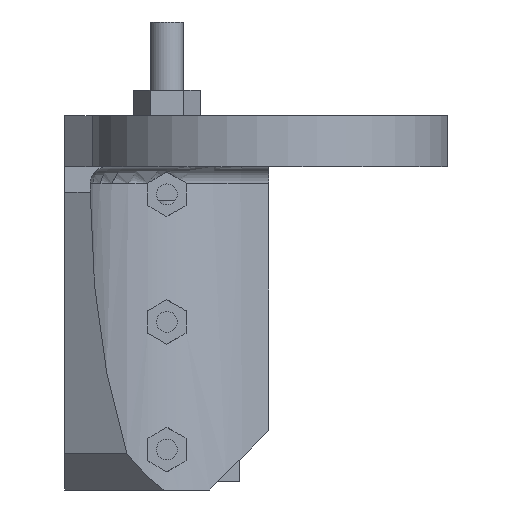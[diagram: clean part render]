
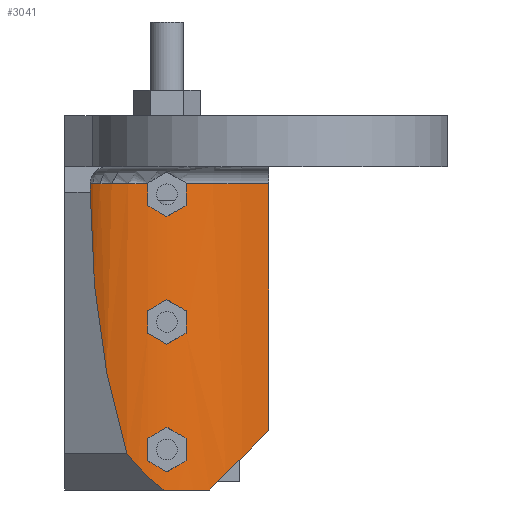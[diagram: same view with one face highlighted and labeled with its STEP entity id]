
A CAD part, left-side view. The second image highlights one B-rep face of the part: STEP entity #3041.
In plain terms, the highlighted cylindrical face has radius 21 mm (diameter 42 mm), a partial arc.
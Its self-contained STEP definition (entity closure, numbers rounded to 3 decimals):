
#35=ELLIPSE('',#3319,54.876,21.);
#36=ELLIPSE('',#3320,29.698,21.);
#37=ELLIPSE('',#3322,29.698,21.);
#38=ELLIPSE('',#3323,24.249,21.);
#39=ELLIPSE('',#3324,24.249,21.);
#40=ELLIPSE('',#3325,24.249,21.);
#41=ELLIPSE('',#3326,24.249,21.);
#42=ELLIPSE('',#3327,24.249,21.);
#43=ELLIPSE('',#3328,24.249,21.);
#44=ELLIPSE('',#3329,24.249,21.);
#45=ELLIPSE('',#3330,24.249,21.);
#46=ELLIPSE('',#3331,24.249,21.);
#47=ELLIPSE('',#3332,24.249,21.);
#126=CYLINDRICAL_SURFACE('',#3318,21.);
#176=FACE_BOUND('',#582,.T.);
#177=FACE_BOUND('',#583,.T.);
#255=CIRCLE('',#3312,21.);
#258=CIRCLE('',#3315,21.);
#260=CIRCLE('',#3321,21.);
#384=FACE_OUTER_BOUND('',#581,.T.);
#581=EDGE_LOOP('',(#2311,#2312,#2313,#2314,#2315,#2316,#2317,#2318,#2319,
#2320,#2321,#2322));
#582=EDGE_LOOP('',(#2323,#2324,#2325,#2326,#2327,#2328));
#583=EDGE_LOOP('',(#2329,#2330,#2331,#2332,#2333,#2334));
#833=LINE('',#5298,#1120);
#843=LINE('',#5352,#1130);
#844=LINE('',#5361,#1131);
#845=LINE('',#5366,#1132);
#846=LINE('',#5371,#1133);
#847=LINE('',#5377,#1134);
#848=LINE('',#5381,#1135);
#849=LINE('',#5387,#1136);
#1120=VECTOR('',#3825,10.);
#1130=VECTOR('',#3855,10.);
#1131=VECTOR('',#3864,10.);
#1132=VECTOR('',#3869,10.);
#1133=VECTOR('',#3872,10.);
#1134=VECTOR('',#3877,10.);
#1135=VECTOR('',#3880,10.);
#1136=VECTOR('',#3885,10.);
#1401=VERTEX_POINT('',#5295);
#1402=VERTEX_POINT('',#5297);
#1409=VERTEX_POINT('',#5326);
#1411=VERTEX_POINT('',#5334);
#1412=VERTEX_POINT('',#5336);
#1416=VERTEX_POINT('',#5351);
#1417=VERTEX_POINT('',#5353);
#1418=VERTEX_POINT('',#5355);
#1419=VERTEX_POINT('',#5357);
#1420=VERTEX_POINT('',#5360);
#1421=VERTEX_POINT('',#5362);
#1422=VERTEX_POINT('',#5364);
#1423=VERTEX_POINT('',#5367);
#1424=VERTEX_POINT('',#5368);
#1425=VERTEX_POINT('',#5370);
#1426=VERTEX_POINT('',#5372);
#1427=VERTEX_POINT('',#5374);
#1428=VERTEX_POINT('',#5376);
#1429=VERTEX_POINT('',#5379);
#1430=VERTEX_POINT('',#5380);
#1431=VERTEX_POINT('',#5382);
#1432=VERTEX_POINT('',#5384);
#1433=VERTEX_POINT('',#5386);
#1434=VERTEX_POINT('',#5388);
#1729=EDGE_CURVE('',#1401,#1402,#833,.T.);
#1739=EDGE_CURVE('',#1409,#1401,#255,.T.);
#1742=EDGE_CURVE('',#1411,#1412,#258,.T.);
#1748=EDGE_CURVE('',#1416,#1411,#843,.T.);
#1749=EDGE_CURVE('',#1417,#1416,#35,.T.);
#1750=EDGE_CURVE('',#1418,#1417,#36,.T.);
#1751=EDGE_CURVE('',#1419,#1418,#260,.T.);
#1752=EDGE_CURVE('',#1402,#1419,#37,.T.);
#1753=EDGE_CURVE('',#1409,#1420,#844,.T.);
#1754=EDGE_CURVE('',#1420,#1421,#38,.T.);
#1755=EDGE_CURVE('',#1421,#1422,#39,.T.);
#1756=EDGE_CURVE('',#1422,#1412,#845,.T.);
#1757=EDGE_CURVE('',#1423,#1424,#40,.T.);
#1758=EDGE_CURVE('',#1424,#1425,#846,.T.);
#1759=EDGE_CURVE('',#1425,#1426,#41,.T.);
#1760=EDGE_CURVE('',#1426,#1427,#42,.T.);
#1761=EDGE_CURVE('',#1427,#1428,#847,.T.);
#1762=EDGE_CURVE('',#1428,#1423,#43,.T.);
#1763=EDGE_CURVE('',#1429,#1430,#848,.T.);
#1764=EDGE_CURVE('',#1430,#1431,#44,.T.);
#1765=EDGE_CURVE('',#1431,#1432,#45,.T.);
#1766=EDGE_CURVE('',#1432,#1433,#849,.T.);
#1767=EDGE_CURVE('',#1433,#1434,#46,.T.);
#1768=EDGE_CURVE('',#1434,#1429,#47,.T.);
#2311=ORIENTED_EDGE('',*,*,#1742,.F.);
#2312=ORIENTED_EDGE('',*,*,#1748,.F.);
#2313=ORIENTED_EDGE('',*,*,#1749,.F.);
#2314=ORIENTED_EDGE('',*,*,#1750,.F.);
#2315=ORIENTED_EDGE('',*,*,#1751,.F.);
#2316=ORIENTED_EDGE('',*,*,#1752,.F.);
#2317=ORIENTED_EDGE('',*,*,#1729,.F.);
#2318=ORIENTED_EDGE('',*,*,#1739,.F.);
#2319=ORIENTED_EDGE('',*,*,#1753,.T.);
#2320=ORIENTED_EDGE('',*,*,#1754,.T.);
#2321=ORIENTED_EDGE('',*,*,#1755,.T.);
#2322=ORIENTED_EDGE('',*,*,#1756,.T.);
#2323=ORIENTED_EDGE('',*,*,#1757,.T.);
#2324=ORIENTED_EDGE('',*,*,#1758,.T.);
#2325=ORIENTED_EDGE('',*,*,#1759,.T.);
#2326=ORIENTED_EDGE('',*,*,#1760,.T.);
#2327=ORIENTED_EDGE('',*,*,#1761,.T.);
#2328=ORIENTED_EDGE('',*,*,#1762,.T.);
#2329=ORIENTED_EDGE('',*,*,#1763,.T.);
#2330=ORIENTED_EDGE('',*,*,#1764,.T.);
#2331=ORIENTED_EDGE('',*,*,#1765,.T.);
#2332=ORIENTED_EDGE('',*,*,#1766,.T.);
#2333=ORIENTED_EDGE('',*,*,#1767,.T.);
#2334=ORIENTED_EDGE('',*,*,#1768,.T.);
#3041=ADVANCED_FACE('',(#384,#176,#177),#126,.F.);
#3312=AXIS2_PLACEMENT_3D('',#5331,#3838,#3839);
#3315=AXIS2_PLACEMENT_3D('',#5337,#3844,#3845);
#3318=AXIS2_PLACEMENT_3D('',#5350,#3853,#3854);
#3319=AXIS2_PLACEMENT_3D('',#5354,#3856,#3857);
#3320=AXIS2_PLACEMENT_3D('',#5356,#3858,#3859);
#3321=AXIS2_PLACEMENT_3D('',#5358,#3860,#3861);
#3322=AXIS2_PLACEMENT_3D('',#5359,#3862,#3863);
#3323=AXIS2_PLACEMENT_3D('',#5363,#3865,#3866);
#3324=AXIS2_PLACEMENT_3D('',#5365,#3867,#3868);
#3325=AXIS2_PLACEMENT_3D('',#5369,#3870,#3871);
#3326=AXIS2_PLACEMENT_3D('',#5373,#3873,#3874);
#3327=AXIS2_PLACEMENT_3D('',#5375,#3875,#3876);
#3328=AXIS2_PLACEMENT_3D('',#5378,#3878,#3879);
#3329=AXIS2_PLACEMENT_3D('',#5383,#3881,#3882);
#3330=AXIS2_PLACEMENT_3D('',#5385,#3883,#3884);
#3331=AXIS2_PLACEMENT_3D('',#5389,#3886,#3887);
#3332=AXIS2_PLACEMENT_3D('',#5390,#3888,#3889);
#3825=DIRECTION('',(0.,0.,-1.));
#3838=DIRECTION('center_axis',(0.,0.,-1.));
#3839=DIRECTION('ref_axis',(0.707,0.707,0.));
#3844=DIRECTION('center_axis',(0.,0.,-1.));
#3845=DIRECTION('ref_axis',(0.707,0.707,0.));
#3853=DIRECTION('center_axis',(0.,0.,1.));
#3854=DIRECTION('ref_axis',(1.,0.,0.));
#3855=DIRECTION('',(0.,0.,1.));
#3856=DIRECTION('center_axis',(0.924,0.,0.383));
#3857=DIRECTION('ref_axis',(0.383,0.,-0.924));
#3858=DIRECTION('center_axis',(0.707,0.,0.707));
#3859=DIRECTION('ref_axis',(0.707,0.,-0.707));
#3860=DIRECTION('center_axis',(0.,0.,1.));
#3861=DIRECTION('ref_axis',(1.,0.,0.));
#3862=DIRECTION('center_axis',(0.,0.707,0.707));
#3863=DIRECTION('ref_axis',(0.,0.707,-0.707));
#3864=DIRECTION('',(0.,0.,-1.));
#3865=DIRECTION('center_axis',(0.,0.5,0.866));
#3866=DIRECTION('ref_axis',(0.,0.866,-0.5));
#3867=DIRECTION('center_axis',(0.,-0.5,0.866));
#3868=DIRECTION('ref_axis',(0.,0.866,0.5));
#3869=DIRECTION('',(0.,0.,1.));
#3870=DIRECTION('center_axis',(0.,0.5,-0.866));
#3871=DIRECTION('ref_axis',(0.,0.866,0.5));
#3872=DIRECTION('',(0.,0.,-1.));
#3873=DIRECTION('center_axis',(0.,0.5,0.866));
#3874=DIRECTION('ref_axis',(0.,0.866,-0.5));
#3875=DIRECTION('center_axis',(0.,-0.5,0.866));
#3876=DIRECTION('ref_axis',(0.,0.866,0.5));
#3877=DIRECTION('',(0.,0.,1.));
#3878=DIRECTION('center_axis',(0.,-0.5,-0.866));
#3879=DIRECTION('ref_axis',(0.,0.866,-0.5));
#3880=DIRECTION('',(0.,0.,-1.));
#3881=DIRECTION('center_axis',(0.,0.5,0.866));
#3882=DIRECTION('ref_axis',(0.,0.866,-0.5));
#3883=DIRECTION('center_axis',(0.,-0.5,0.866));
#3884=DIRECTION('ref_axis',(0.,0.866,0.5));
#3885=DIRECTION('',(0.,0.,1.));
#3886=DIRECTION('center_axis',(0.,-0.5,-0.866));
#3887=DIRECTION('ref_axis',(0.,0.866,-0.5));
#3888=DIRECTION('center_axis',(0.,0.5,-0.866));
#3889=DIRECTION('ref_axis',(0.,0.866,0.5));
#5295=CARTESIAN_POINT('',(21.,0.,-2.));
#5297=CARTESIAN_POINT('',(21.,0.,-31.));
#5298=CARTESIAN_POINT('',(21.,0.,0.));
#5326=CARTESIAN_POINT('',(18.61,9.73,-2.));
#5331=CARTESIAN_POINT('Origin',(0.,0.,-2.));
#5334=CARTESIAN_POINT('',(0.,21.,-2.));
#5336=CARTESIAN_POINT('',(15.407,14.27,-2.));
#5337=CARTESIAN_POINT('Origin',(0.,0.,-2.));
#5350=CARTESIAN_POINT('Origin',(0.,0.,0.));
#5351=CARTESIAN_POINT('',(0.,21.,-3.));
#5352=CARTESIAN_POINT('',(0.,21.,0.));
#5353=CARTESIAN_POINT('',(12.728,16.703,-33.728));
#5354=CARTESIAN_POINT('Origin',(0.,0.,-3.));
#5355=CARTESIAN_POINT('',(17.,12.329,-38.));
#5356=CARTESIAN_POINT('Origin',(0.,0.,-21.));
#5357=CARTESIAN_POINT('',(19.799,7.,-38.));
#5358=CARTESIAN_POINT('Origin',(0.,0.,-38.));
#5359=CARTESIAN_POINT('Origin',(0.,0.,-31.));
#5360=CARTESIAN_POINT('',(18.61,9.73,-4.561));
#5361=CARTESIAN_POINT('',(18.61,9.73,0.));
#5362=CARTESIAN_POINT('',(17.234,12.,-5.871));
#5363=CARTESIAN_POINT('Origin',(0.,0.,1.057));
#5364=CARTESIAN_POINT('',(15.407,14.27,-4.561));
#5365=CARTESIAN_POINT('Origin',(0.,0.,-12.799));
#5366=CARTESIAN_POINT('',(15.407,14.27,0.));
#5367=CARTESIAN_POINT('',(17.234,12.,-30.629));
#5368=CARTESIAN_POINT('',(18.61,9.73,-31.939));
#5369=CARTESIAN_POINT('Origin',(0.,0.,-37.557));
#5370=CARTESIAN_POINT('',(18.61,9.73,-34.561));
#5371=CARTESIAN_POINT('',(18.61,9.73,0.));
#5372=CARTESIAN_POINT('',(17.234,12.,-35.871));
#5373=CARTESIAN_POINT('Origin',(0.,0.,-28.943));
#5374=CARTESIAN_POINT('',(15.407,14.27,-34.561));
#5375=CARTESIAN_POINT('Origin',(0.,0.,-42.799));
#5376=CARTESIAN_POINT('',(15.407,14.27,-31.939));
#5377=CARTESIAN_POINT('',(15.407,14.27,0.));
#5378=CARTESIAN_POINT('Origin',(0.,0.,-23.701));
#5379=CARTESIAN_POINT('',(18.61,9.73,-16.939));
#5380=CARTESIAN_POINT('',(18.61,9.73,-19.561));
#5381=CARTESIAN_POINT('',(18.61,9.73,0.));
#5382=CARTESIAN_POINT('',(17.234,12.,-20.871));
#5383=CARTESIAN_POINT('Origin',(0.,0.,-13.943));
#5384=CARTESIAN_POINT('',(15.407,14.27,-19.561));
#5385=CARTESIAN_POINT('Origin',(0.,0.,-27.799));
#5386=CARTESIAN_POINT('',(15.407,14.27,-16.939));
#5387=CARTESIAN_POINT('',(15.407,14.27,0.));
#5388=CARTESIAN_POINT('',(17.234,12.,-15.629));
#5389=CARTESIAN_POINT('Origin',(0.,0.,-8.701));
#5390=CARTESIAN_POINT('Origin',(0.,0.,-22.557));
